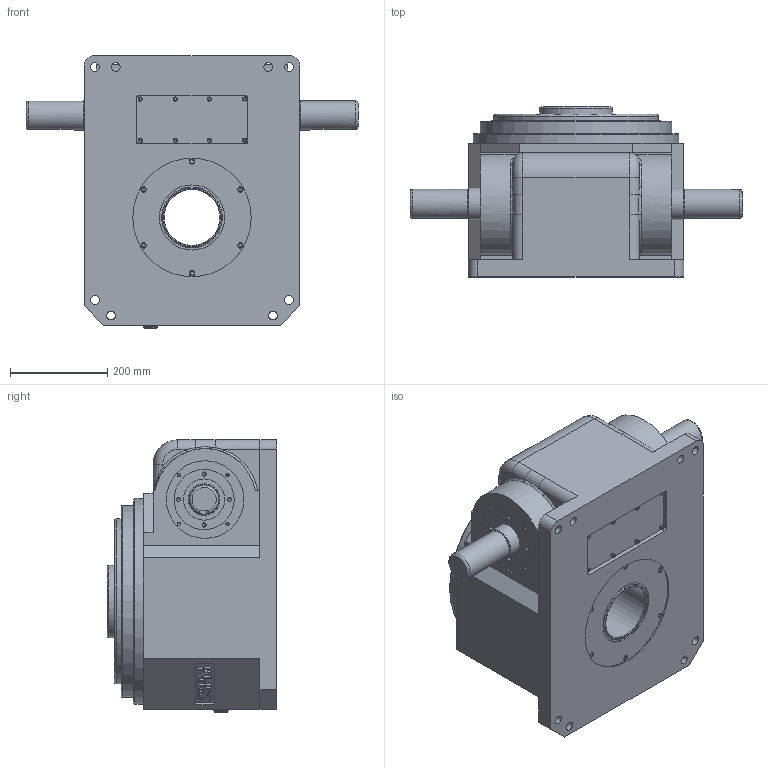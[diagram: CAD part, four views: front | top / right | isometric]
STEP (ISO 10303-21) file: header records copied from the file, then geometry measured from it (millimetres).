
FILE_DESCRIPTION(/* description */ ('Unknown'),/* implementation_level */ '2;1');
FILE_NAME(/* name */ 'DT21標準外型(無後端版本-20240813)-2',/* time_stamp */ '2025-05-29T14:21:03+08:00',/* author */ ('Unknown'),/* organization */ ('Unknown'),/* preprocessor_version */ 'ST-DEVELOPER v19.4',/* originating_system */ 'Solid Edge',/* authorisation */ 'Unknown');
FILE_SCHEMA (('AUTOMOTIVE_DESIGN {1 0 10303 214 3 1 1}'));
Length unit declared in the file: millimetre
Products named in the file (1): DT21標準外型(無後端版本-202
Bounding box: 684 x 350 x 561 mm (x, y, z)
Volume: 63901589 mm3; surface area: 1301853.1 mm2
Topology: 1 solids, 1 shells, 640 faces, 1598 edges, 1053 vertices
Faces by surface type: plane 360, cylinder 136, cone 66, bspline 59, torus 19
Full cylindrical faces by diameter (mm): 3.242 x2, 6.647 x4, 6.8 x4, 8 x8, 8.5 x16, 10 x6, 10.106 x20, 11 x6, 18 x8, 20 x2, 23 x1, 28 x1, 32 x1, 33 x1, 60 x2, 65 x2, 85 x2, 115 x1, 124 x2, 125 x1, 134 x1, 150 x1, 160 x2, 244 x1, 340 x1, 380 x1, 394 x1, 424 x1
Entity records: 25021 total; most frequent: CARTESIAN_POINT 6512, DIRECTION 2707, ORIENTED_EDGE 2658, EDGE_CURVE 1329, VERTEX_POINT 996, FACE_BOUND 963, EDGE_LOOP 927, AXIS2_PLACEMENT_3D 923
